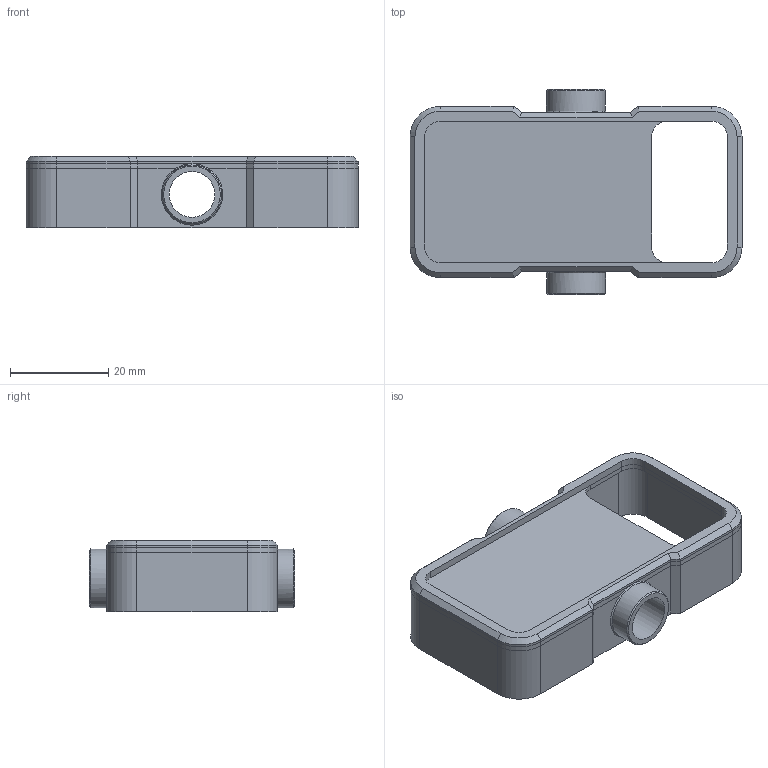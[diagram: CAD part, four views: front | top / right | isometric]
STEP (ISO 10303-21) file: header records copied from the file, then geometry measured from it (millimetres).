
FILE_DESCRIPTION(('FreeCAD Model'),'2;1');
FILE_NAME('Open CASCADE Shape Model','2024-07-22T13:08:56',(''),(''), 'Open CASCADE STEP processor 7.6','FreeCAD','Unknown');
FILE_SCHEMA(('AUTOMOTIVE_DESIGN_CC2 { 1 2 10303 214 -1 1 5 4 }'));
Length unit declared in the file: millimetre
Products named in the file (1): Body001
Bounding box: 67.52 x 41.7 x 14.5 mm (x, y, z)
Volume: 7127.5 mm3; surface area: 9360.4 mm2
Topology: 1 solids, 1 shells, 116 faces, 275 edges, 162 vertices
Faces by surface type: plane 76, cylinder 28, cone 12
Full cylindrical faces by diameter (mm): 9.3 x2, 12 x2
Entity records: 3285 total; most frequent: DIRECTION 573, CARTESIAN_POINT 554, ORIENTED_EDGE 550, EDGE_CURVE 275, LINE 211, VECTOR 211, AXIS2_PLACEMENT_3D 181, VERTEX_POINT 162
